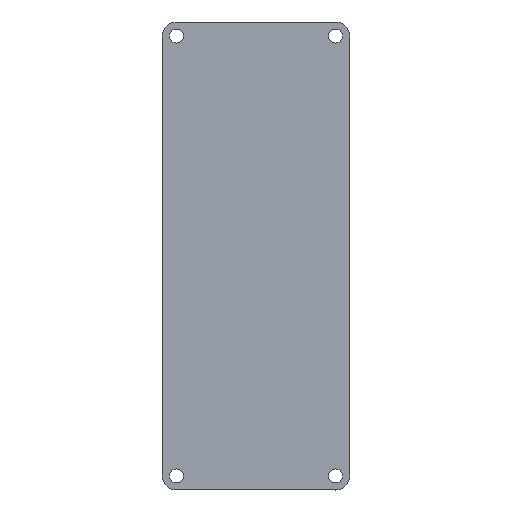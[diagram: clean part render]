
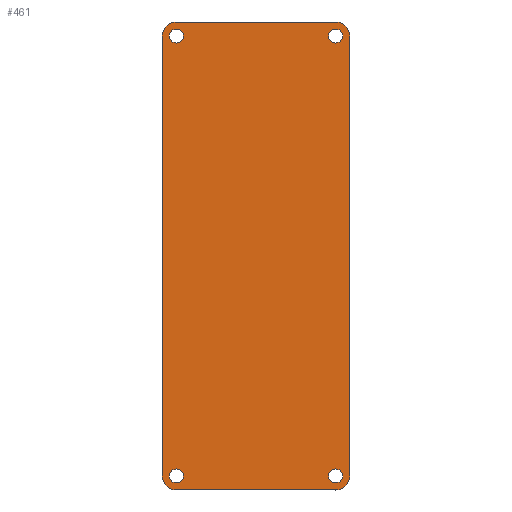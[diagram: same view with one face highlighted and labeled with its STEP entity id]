
A CAD part, top view. The second image highlights one B-rep face of the part: STEP entity #461.
In plain terms, the highlighted planar face has unit normal (0, 0, 1).
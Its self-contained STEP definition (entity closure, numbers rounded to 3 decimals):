
#52 = VERTEX_POINT('',#53);
#53 = CARTESIAN_POINT('',(0.005,3.005,0.411));
#59 = EDGE_CURVE('',#52,#60,#62,.T.);
#60 = VERTEX_POINT('',#61);
#61 = CARTESIAN_POINT('',(0.005,97.,0.411));
#62 = LINE('',#63,#64);
#63 = CARTESIAN_POINT('',(0.005,3.005,0.411));
#64 = VECTOR('',#65,1.);
#65 = DIRECTION('',(0.,1.,0.));
#90 = EDGE_CURVE('',#60,#91,#93,.T.);
#91 = VERTEX_POINT('',#92);
#92 = CARTESIAN_POINT('',(3.,100.,0.411));
#93 = CIRCLE('',#94,3.);
#94 = AXIS2_PLACEMENT_3D('',#95,#96,#97);
#95 = CARTESIAN_POINT('',(3.005,97.,0.411));
#96 = DIRECTION('',(0.,0.,-1.));
#97 = DIRECTION('',(-1.,0.,0.));
#123 = EDGE_CURVE('',#91,#124,#126,.T.);
#124 = VERTEX_POINT('',#125);
#125 = CARTESIAN_POINT('',(37.,100.,0.411));
#126 = LINE('',#127,#128);
#127 = CARTESIAN_POINT('',(3.,100.,0.411));
#128 = VECTOR('',#129,1.);
#129 = DIRECTION('',(1.,0.,0.));
#154 = EDGE_CURVE('',#124,#155,#157,.T.);
#155 = VERTEX_POINT('',#156);
#156 = CARTESIAN_POINT('',(40.,97.,0.411));
#157 = CIRCLE('',#158,3.);
#158 = AXIS2_PLACEMENT_3D('',#159,#160,#161);
#159 = CARTESIAN_POINT('',(37.,97.,0.411));
#160 = DIRECTION('',(0.,0.,-1.));
#161 = DIRECTION('',(0.,1.,0.));
#187 = EDGE_CURVE('',#155,#188,#190,.T.);
#188 = VERTEX_POINT('',#189);
#189 = CARTESIAN_POINT('',(40.,3.005,0.411));
#190 = LINE('',#191,#192);
#191 = CARTESIAN_POINT('',(40.,97.,0.411));
#192 = VECTOR('',#193,1.);
#193 = DIRECTION('',(0.,-1.,0.));
#218 = EDGE_CURVE('',#188,#219,#221,.T.);
#219 = VERTEX_POINT('',#220);
#220 = CARTESIAN_POINT('',(37.,0.,0.411));
#221 = CIRCLE('',#222,3.009);
#222 = AXIS2_PLACEMENT_3D('',#223,#224,#225);
#223 = CARTESIAN_POINT('',(36.991,3.009,0.411));
#224 = DIRECTION('',(0.,0.,-1.));
#225 = DIRECTION('',(1.,-0.001,0.));
#251 = EDGE_CURVE('',#219,#252,#254,.T.);
#252 = VERTEX_POINT('',#253);
#253 = CARTESIAN_POINT('',(3.005,0.005,0.411));
#254 = LINE('',#255,#256);
#255 = CARTESIAN_POINT('',(37.,0.,0.411));
#256 = VECTOR('',#257,1.);
#257 = DIRECTION('',(-1.,0.,0.));
#282 = EDGE_CURVE('',#252,#52,#283,.T.);
#283 = CIRCLE('',#284,3.);
#284 = AXIS2_PLACEMENT_3D('',#285,#286,#287);
#285 = CARTESIAN_POINT('',(3.005,3.005,0.411));
#286 = DIRECTION('',(0.,0.,-1.));
#287 = DIRECTION('',(0.,-1.,0.));
#308 = VERTEX_POINT('',#309);
#309 = CARTESIAN_POINT('',(4.5,3.,0.411));
#315 = EDGE_CURVE('',#308,#308,#316,.T.);
#316 = CIRCLE('',#317,1.5);
#317 = AXIS2_PLACEMENT_3D('',#318,#319,#320);
#318 = CARTESIAN_POINT('',(3.,3.,0.411));
#319 = DIRECTION('',(0.,0.,1.));
#320 = DIRECTION('',(1.,0.,0.));
#341 = VERTEX_POINT('',#342);
#342 = CARTESIAN_POINT('',(4.5,97.,0.411));
#348 = EDGE_CURVE('',#341,#341,#349,.T.);
#349 = CIRCLE('',#350,1.5);
#350 = AXIS2_PLACEMENT_3D('',#351,#352,#353);
#351 = CARTESIAN_POINT('',(3.,97.,0.411));
#352 = DIRECTION('',(0.,0.,1.));
#353 = DIRECTION('',(1.,0.,0.));
#374 = VERTEX_POINT('',#375);
#375 = CARTESIAN_POINT('',(38.5,3.,0.411));
#381 = EDGE_CURVE('',#374,#374,#382,.T.);
#382 = CIRCLE('',#383,1.5);
#383 = AXIS2_PLACEMENT_3D('',#384,#385,#386);
#384 = CARTESIAN_POINT('',(37.,3.,0.411));
#385 = DIRECTION('',(0.,0.,1.));
#386 = DIRECTION('',(1.,0.,0.));
#407 = VERTEX_POINT('',#408);
#408 = CARTESIAN_POINT('',(38.5,97.,0.411));
#414 = EDGE_CURVE('',#407,#407,#415,.T.);
#415 = CIRCLE('',#416,1.5);
#416 = AXIS2_PLACEMENT_3D('',#417,#418,#419);
#417 = CARTESIAN_POINT('',(37.,97.,0.411));
#418 = DIRECTION('',(0.,0.,1.));
#419 = DIRECTION('',(1.,0.,0.));
#461 = ADVANCED_FACE('',(#462,#472,#475,#478,#481),#484,.T.);
#462 = FACE_BOUND('',#463,.F.);
#463 = EDGE_LOOP('',(#464,#465,#466,#467,#468,#469,#470,#471));
#464 = ORIENTED_EDGE('',*,*,#59,.T.);
#465 = ORIENTED_EDGE('',*,*,#90,.T.);
#466 = ORIENTED_EDGE('',*,*,#123,.T.);
#467 = ORIENTED_EDGE('',*,*,#154,.T.);
#468 = ORIENTED_EDGE('',*,*,#187,.T.);
#469 = ORIENTED_EDGE('',*,*,#218,.T.);
#470 = ORIENTED_EDGE('',*,*,#251,.T.);
#471 = ORIENTED_EDGE('',*,*,#282,.T.);
#472 = FACE_BOUND('',#473,.T.);
#473 = EDGE_LOOP('',(#474));
#474 = ORIENTED_EDGE('',*,*,#315,.F.);
#475 = FACE_BOUND('',#476,.T.);
#476 = EDGE_LOOP('',(#477));
#477 = ORIENTED_EDGE('',*,*,#348,.F.);
#478 = FACE_BOUND('',#479,.T.);
#479 = EDGE_LOOP('',(#480));
#480 = ORIENTED_EDGE('',*,*,#381,.F.);
#481 = FACE_BOUND('',#482,.T.);
#482 = EDGE_LOOP('',(#483));
#483 = ORIENTED_EDGE('',*,*,#414,.F.);
#484 = PLANE('',#485);
#485 = AXIS2_PLACEMENT_3D('',#486,#487,#488);
#486 = CARTESIAN_POINT('',(0.005,3.005,0.411));
#487 = DIRECTION('',(0.,0.,1.));
#488 = DIRECTION('',(1.,0.,0.));
